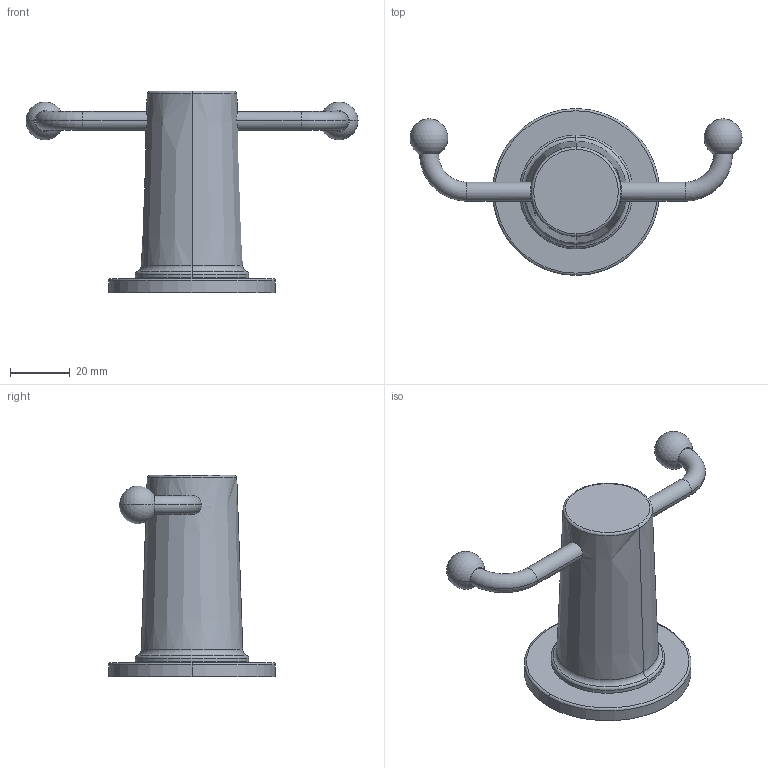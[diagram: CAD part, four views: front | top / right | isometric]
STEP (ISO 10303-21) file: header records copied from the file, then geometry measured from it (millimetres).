
FILE_DESCRIPTION((''),'2;1');
FILE_NAME('42-13','2021-10-28T11:12:04',('jinson.thomas'),(''),'CREO PARAMETRIC BY PTC INC, 2018400','CREO PARAMETRIC BY PTC INC, 2018400','');
FILE_SCHEMA(('CONFIG_CONTROL_DESIGN'));
Length unit declared in the file: inch
Products named in the file (1): 42-13
Bounding box: 111.14 x 55.88 x 67.49 mm (x, y, z)
Volume: 67735 mm3; surface area: 14836.8 mm2
Topology: 1 solids, 1 shells, 34 faces, 70 edges, 40 vertices
Faces by surface type: torus 12, cylinder 10, plane 6, sphere 4, cone 2
Entity records: 996 total; most frequent: CARTESIAN_POINT 220, DIRECTION 180, ORIENTED_EDGE 132, AXIS2_PLACEMENT_3D 84, EDGE_CURVE 66, CIRCLE 50, VERTEX_POINT 40, EDGE_LOOP 40
